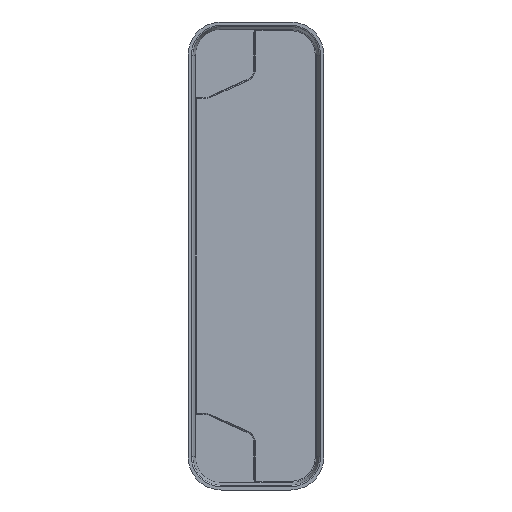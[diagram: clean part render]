
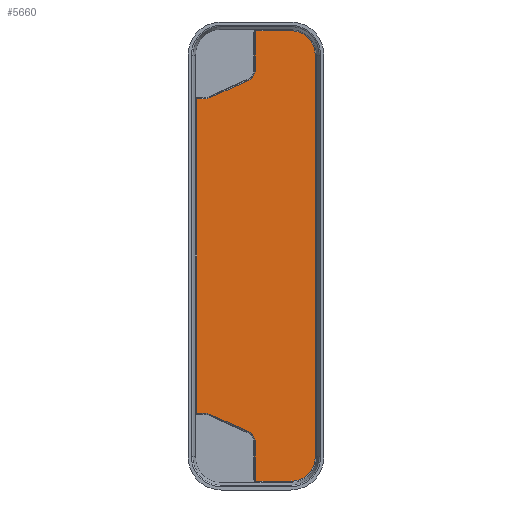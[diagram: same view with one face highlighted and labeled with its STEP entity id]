
A CAD part, front view. The second image highlights one B-rep face of the part: STEP entity #5660.
In plain terms, the highlighted planar face has unit normal (0, -1, 0).
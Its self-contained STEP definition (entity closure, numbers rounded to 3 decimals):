
#1550=DIRECTION('',(0.,0.,1.));
#1551=VECTOR('',#1550,278.);
#1552=CARTESIAN_POINT('',(41.,7.,-139.));
#1553=LINE('',#1552,#1551);
#1563=CARTESIAN_POINT('',(5.7,7.,-153.851));
#1564=DIRECTION('',(0.,-1.,0.));
#1565=DIRECTION('',(-1.,0.,0.));
#1566=AXIS2_PLACEMENT_3D('',#1563,#1564,#1565);
#1568=DIRECTION('',(0.,0.,-1.));
#1569=VECTOR('',#1568,25.184);
#1570=CARTESIAN_POINT('',(-0.5,7.,-128.667));
#1571=LINE('',#1570,#1569);
#1572=CARTESIAN_POINT('',(-8.3,7.,-128.667));
#1573=DIRECTION('',(0.,1.,0.));
#1574=DIRECTION('',(0.407,0.,0.914));
#1575=AXIS2_PLACEMENT_3D('',#1572,#1573,#1574);
#1577=DIRECTION('',(0.914,0.,-0.407));
#1578=VECTOR('',#1577,29.518);
#1579=CARTESIAN_POINT('',(-32.094,7.,-109.535));
#1580=LINE('',#1579,#1578);
#1581=CARTESIAN_POINT('',(-35.958,7.,-118.214));
#1582=DIRECTION('',(0.,1.,0.));
#1583=DIRECTION('',(0.,0.,1.));
#1584=AXIS2_PLACEMENT_3D('',#1581,#1582,#1583);
#1586=DIRECTION('',(1.,0.,0.));
#1587=VECTOR('',#1586,5.042);
#1588=CARTESIAN_POINT('',(-41.,7.,-108.714));
#1589=LINE('',#1588,#1587);
#1590=DIRECTION('',(-1.,0.,0.));
#1591=VECTOR('',#1590,5.042);
#1592=CARTESIAN_POINT('',(-35.958,7.,108.714));
#1593=LINE('',#1592,#1591);
#1594=CARTESIAN_POINT('',(-35.958,7.,118.214));
#1595=DIRECTION('',(0.,1.,0.));
#1596=DIRECTION('',(0.407,0.,-0.914));
#1597=AXIS2_PLACEMENT_3D('',#1594,#1595,#1596);
#1599=DIRECTION('',(-0.914,0.,-0.407));
#1600=VECTOR('',#1599,29.518);
#1601=CARTESIAN_POINT('',(-5.127,7.,121.541));
#1602=LINE('',#1601,#1600);
#1603=CARTESIAN_POINT('',(-8.3,7.,128.667));
#1604=DIRECTION('',(0.,1.,0.));
#1605=DIRECTION('',(1.,0.,0.));
#1606=AXIS2_PLACEMENT_3D('',#1603,#1604,#1605);
#1608=DIRECTION('',(0.,0.,-1.));
#1609=VECTOR('',#1608,25.184);
#1610=CARTESIAN_POINT('',(-0.5,7.,153.851));
#1611=LINE('',#1610,#1609);
#1612=CARTESIAN_POINT('',(5.7,7.,153.851));
#1613=DIRECTION('',(0.,-1.,0.));
#1614=DIRECTION('',(-0.938,0.,0.347));
#1615=AXIS2_PLACEMENT_3D('',#1612,#1613,#1614);
#1725=CARTESIAN_POINT('',(-0.116,7.,
-156.));
#1747=DIRECTION('',(-1.,0.,0.));
#1748=VECTOR('',#1747,24.116);
#1749=CARTESIAN_POINT('',(24.,7.,-156.));
#1750=LINE('',#1749,#1748);
#1761=CARTESIAN_POINT('',(24.,7.,-139.));
#1762=DIRECTION('',(0.,1.,0.));
#1763=DIRECTION('',(1.,0.,0.));
#1764=AXIS2_PLACEMENT_3D('',#1761,#1762,#1763);
#1965=DIRECTION('',(1.,0.,0.));
#1966=VECTOR('',#1965,24.116);
#1967=CARTESIAN_POINT('',(-0.116,7.,
156.));
#1968=LINE('',#1967,#1966);
#1974=CARTESIAN_POINT('',(24.,7.,139.));
#1975=DIRECTION('',(0.,1.,0.));
#1976=DIRECTION('',(0.,0.,1.));
#1977=AXIS2_PLACEMENT_3D('',#1974,#1975,#1976);
#2145=DIRECTION('',(0.,0.,1.));
#2146=VECTOR('',#2145,217.428);
#2147=CARTESIAN_POINT('',(-41.,7.,-108.714));
#2148=LINE('',#2147,#2146);
#2566=CARTESIAN_POINT('',(41.,7.,-139.));
#2567=VERTEX_POINT('',#2566);
#2568=CARTESIAN_POINT('',(24.,7.,-156.));
#2569=VERTEX_POINT('',#2568);
#2578=CARTESIAN_POINT('',(24.,7.,156.));
#2579=VERTEX_POINT('',#2578);
#2580=CARTESIAN_POINT('',(41.,7.,139.));
#2581=VERTEX_POINT('',#2580);
#2777=VERTEX_POINT('',#1725);
#2779=CARTESIAN_POINT('',(-0.5,7.,-153.851));
#2780=VERTEX_POINT('',#2779);
#2783=CARTESIAN_POINT('',(-0.5,7.,-128.667));
#2784=VERTEX_POINT('',#2783);
#2787=CARTESIAN_POINT('',(-5.127,7.,-121.541));
#2788=VERTEX_POINT('',#2787);
#2791=CARTESIAN_POINT('',(-32.094,7.,-109.535));
#2792=VERTEX_POINT('',#2791);
#2795=CARTESIAN_POINT('',(-35.958,7.,-108.714));
#2796=VERTEX_POINT('',#2795);
#2799=CARTESIAN_POINT('',(-41.,7.,-108.714));
#2800=VERTEX_POINT('',#2799);
#2811=CARTESIAN_POINT('',(-41.,7.,108.714));
#2813=VERTEX_POINT('',#2811);
#2815=CARTESIAN_POINT('',(-35.958,7.,108.714));
#2816=VERTEX_POINT('',#2815);
#2819=CARTESIAN_POINT('',(-32.094,7.,109.535));
#2820=VERTEX_POINT('',#2819);
#2823=CARTESIAN_POINT('',(-5.127,7.,121.541));
#2824=VERTEX_POINT('',#2823);
#2827=CARTESIAN_POINT('',(-0.5,7.,128.667));
#2828=VERTEX_POINT('',#2827);
#2831=CARTESIAN_POINT('',(-0.5,7.,153.851));
#2832=VERTEX_POINT('',#2831);
#2835=CARTESIAN_POINT('',(-0.116,7.,156.));
#2836=VERTEX_POINT('',#2835);
#5618=CARTESIAN_POINT('',(31.164,7.,0.));
#5619=DIRECTION('',(0.,1.,0.));
#5620=DIRECTION('',(1.,0.,0.));
#5621=AXIS2_PLACEMENT_3D('',#5618,#5619,#5620);
#5622=PLANE('',#5621);
#5624=ORIENTED_EDGE('',*,*,#5623,.F.);
#5626=ORIENTED_EDGE('',*,*,#5625,.F.);
#5628=ORIENTED_EDGE('',*,*,#5627,.F.);
#5630=ORIENTED_EDGE('',*,*,#5629,.F.);
#5632=ORIENTED_EDGE('',*,*,#5631,.F.);
#5634=ORIENTED_EDGE('',*,*,#5633,.F.);
#5636=ORIENTED_EDGE('',*,*,#5635,.T.);
#5638=ORIENTED_EDGE('',*,*,#5637,.F.);
#5640=ORIENTED_EDGE('',*,*,#5639,.F.);
#5642=ORIENTED_EDGE('',*,*,#5641,.F.);
#5644=ORIENTED_EDGE('',*,*,#5643,.F.);
#5646=ORIENTED_EDGE('',*,*,#5645,.F.);
#5648=ORIENTED_EDGE('',*,*,#5647,.F.);
#5650=ORIENTED_EDGE('',*,*,#5649,.T.);
#5652=ORIENTED_EDGE('',*,*,#5651,.T.);
#5653=ORIENTED_EDGE('',*,*,#5608,.F.);
#5655=ORIENTED_EDGE('',*,*,#5654,.T.);
#5657=ORIENTED_EDGE('',*,*,#5656,.T.);
#5658=EDGE_LOOP('',(#5624,#5626,#5628,#5630,#5632,#5634,#5636,#5638,#5640,#5642,
#5644,#5646,#5648,#5650,#5652,#5653,#5655,#5657));
#5659=FACE_OUTER_BOUND('',#5658,.F.);
#5660=ADVANCED_FACE('',(#5659),#5622,.F.);
#1567=CIRCLE('',#1566,6.2);
#1576=CIRCLE('',#1575,7.8);
#1585=CIRCLE('',#1584,9.5);
#1598=CIRCLE('',#1597,9.5);
#1607=CIRCLE('',#1606,7.8);
#1616=CIRCLE('',#1615,6.2);
#1765=CIRCLE('',#1764,17.);
#1978=CIRCLE('',#1977,17.);
#5608=EDGE_CURVE('',#2567,#2581,#1553,.T.);
#5623=EDGE_CURVE('',#2780,#2777,#1567,.T.);
#5625=EDGE_CURVE('',#2784,#2780,#1571,.T.);
#5627=EDGE_CURVE('',#2788,#2784,#1576,.T.);
#5629=EDGE_CURVE('',#2792,#2788,#1580,.T.);
#5631=EDGE_CURVE('',#2796,#2792,#1585,.T.);
#5633=EDGE_CURVE('',#2800,#2796,#1589,.T.);
#5635=EDGE_CURVE('',#2800,#2813,#2148,.T.);
#5637=EDGE_CURVE('',#2816,#2813,#1593,.T.);
#5639=EDGE_CURVE('',#2820,#2816,#1598,.T.);
#5641=EDGE_CURVE('',#2824,#2820,#1602,.T.);
#5643=EDGE_CURVE('',#2828,#2824,#1607,.T.);
#5645=EDGE_CURVE('',#2832,#2828,#1611,.T.);
#5647=EDGE_CURVE('',#2836,#2832,#1616,.T.);
#5649=EDGE_CURVE('',#2836,#2579,#1968,.T.);
#5651=EDGE_CURVE('',#2579,#2581,#1978,.T.);
#5654=EDGE_CURVE('',#2567,#2569,#1765,.T.);
#5656=EDGE_CURVE('',#2569,#2777,#1750,.T.);
